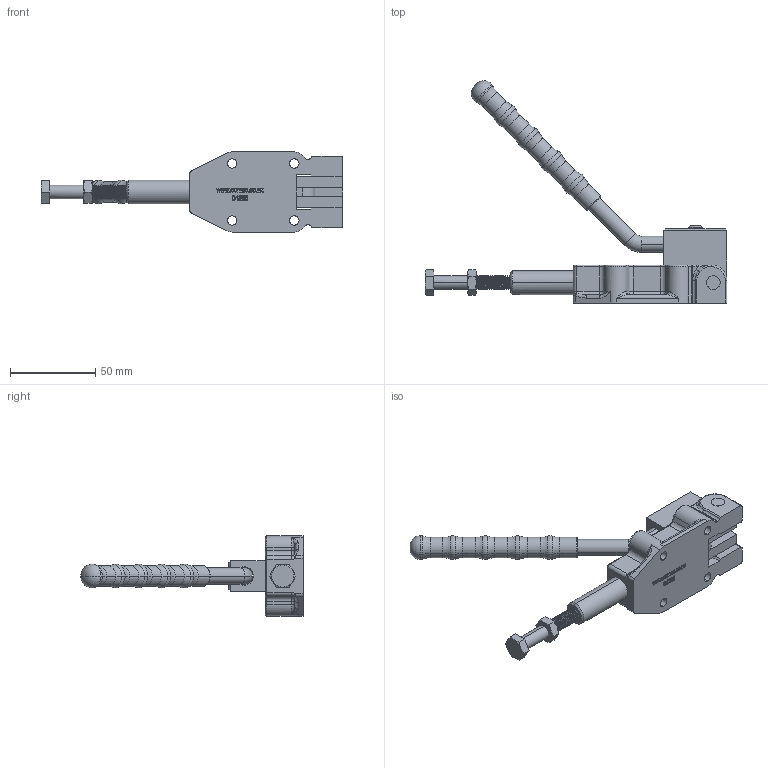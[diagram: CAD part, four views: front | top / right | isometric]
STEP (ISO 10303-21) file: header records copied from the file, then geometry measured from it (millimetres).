
FILE_DESCRIPTION (( 'STEP AP214' ), '1' );
FILE_NAME ('04265-Heavy Duty In Line Toggle Clamp Iron 127mm.STEP', '2018-10-11T23:22:43', ( '' ), ( '' ), 'SwSTEP 2.0', 'SolidWorks 2018', '' );
FILE_SCHEMA (( 'AUTOMOTIVE_DESIGN' ));
Length unit declared in the file: millimetre
Products named in the file (7): 4265 block; 04265-Heavy Duty In Line Toggle Clamp Iron 127mm; 4265 shaft; 4265 link; 4265 bolt; 4265 handle; 4265 body
Assembly tree (6 placements, depth 2):
  04265-Heavy Duty In Line Toggle Clamp Iron 127mm
    4265 body
    4265 block
    4265 bolt
    4265 handle
    4265 link
    4265 shaft
Bounding box: 177 x 130.36 x 47 mm (x, y, z)
Volume: 97205.9 mm3; surface area: 42401.6 mm2
Topology: 7 solids, 7 shells, 692 faces, 1753 edges, 1099 vertices
Faces by surface type: plane 254, cylinder 191, bspline 123, torus 85, cone 35, sphere 4
Entity records: 33143 total; most frequent: CARTESIAN_POINT 16712, ORIENTED_EDGE 3482, DIRECTION 2895, EDGE_CURVE 1741, VERTEX_POINT 1099, AXIS2_PLACEMENT_3D 1002, LINE 891, VECTOR 891
